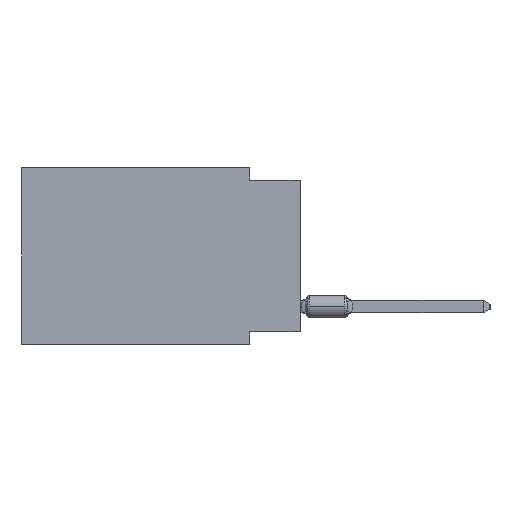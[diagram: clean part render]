
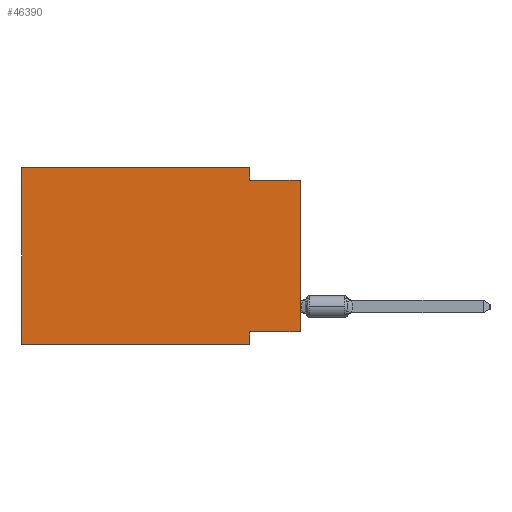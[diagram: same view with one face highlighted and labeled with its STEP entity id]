
A CAD part, left-side view. The second image highlights one B-rep face of the part: STEP entity #46390.
In plain terms, the highlighted planar face has unit normal (-1, 0, 0).
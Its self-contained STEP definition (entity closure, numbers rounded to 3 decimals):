
#1285 = ORIENTED_EDGE ( 'NONE', *, *, #21559, .F. ) ;
#1866 = CARTESIAN_POINT ( 'NONE',  ( 0., 13.97, 0. ) ) ;
#2796 = DIRECTION ( 'NONE',  ( 1., 0., 0. ) ) ;
#3191 = CARTESIAN_POINT ( 'NONE',  ( 0., 13.97, 0. ) ) ;
#3382 = VECTOR ( 'NONE', #56518, 1000. ) ;
#4972 = VERTEX_POINT ( 'NONE', #54089 ) ;
#5212 = CARTESIAN_POINT ( 'NONE',  ( 0., 13.97, 0. ) ) ;
#5746 = CARTESIAN_POINT ( 'NONE',  ( 0., 13.97, -8.89 ) ) ;
#6292 = DIRECTION ( 'NONE',  ( 0., 0., -1. ) ) ;
#7501 = LINE ( 'NONE', #25394, #29553 ) ;
#7578 = ORIENTED_EDGE ( 'NONE', *, *, #23347, .F. ) ;
#9755 = EDGE_CURVE ( 'NONE', #69402, #50857, #21054, .T. ) ;
#10428 = ORIENTED_EDGE ( 'NONE', *, *, #63864, .T. ) ;
#11294 = VECTOR ( 'NONE', #72469, 1000. ) ;
#12137 = LINE ( 'NONE', #35364, #74818 ) ;
#12735 = EDGE_CURVE ( 'NONE', #69402, #32771, #7501, .T. ) ;
#14768 = CARTESIAN_POINT ( 'NONE',  ( 0., 0., -8.255 ) ) ;
#16047 = VERTEX_POINT ( 'NONE', #17788 ) ;
#17788 = CARTESIAN_POINT ( 'NONE',  ( 0., 2.54, 0. ) ) ;
#18854 = ORIENTED_EDGE ( 'NONE', *, *, #62431, .F. ) ;
#19386 = DIRECTION ( 'NONE',  ( 0., 0., 1. ) ) ;
#20128 = LINE ( 'NONE', #1866, #51856 ) ;
#21054 = LINE ( 'NONE', #33228, #3382 ) ;
#21559 = EDGE_CURVE ( 'NONE', #50857, #39203, #12137, .T. ) ;
#23347 = EDGE_CURVE ( 'NONE', #39281, #4972, #20128, .T. ) ;
#25394 = CARTESIAN_POINT ( 'NONE',  ( 0., 0., 0. ) ) ;
#28979 = LINE ( 'NONE', #5746, #44718 ) ;
#29528 = CARTESIAN_POINT ( 'NONE',  ( 0., 2.54, 0. ) ) ;
#29553 = VECTOR ( 'NONE', #30721, 1000. ) ;
#30640 = CARTESIAN_POINT ( 'NONE',  ( 0., 2.54, -8.255 ) ) ;
#30721 = DIRECTION ( 'NONE',  ( 0., 0., 1. ) ) ;
#32771 = VERTEX_POINT ( 'NONE', #70978 ) ;
#33161 = VECTOR ( 'NONE', #34162, 1000. ) ;
#33228 = CARTESIAN_POINT ( 'NONE',  ( 0., 0., -8.255 ) ) ;
#33369 = VERTEX_POINT ( 'NONE', #57015 ) ;
#33686 = CARTESIAN_POINT ( 'NONE',  ( 0., 2.54, -8.89 ) ) ;
#34162 = DIRECTION ( 'NONE',  ( 0., -1., 0. ) ) ;
#35364 = CARTESIAN_POINT ( 'NONE',  ( 0., 2.54, -8.89 ) ) ;
#35541 = CARTESIAN_POINT ( 'NONE',  ( 0., 13.97, -8.89 ) ) ;
#38961 = FACE_OUTER_BOUND ( 'NONE', #42760, .T. ) ;
#39203 = VERTEX_POINT ( 'NONE', #33686 ) ;
#39281 = VERTEX_POINT ( 'NONE', #35541 ) ;
#39358 = ORIENTED_EDGE ( 'NONE', *, *, #48400, .F. ) ;
#42760 = EDGE_LOOP ( 'NONE', ( #71570, #39358, #18854, #54024, #7578, #10428, #1285, #44124 ) ) ;
#44124 = ORIENTED_EDGE ( 'NONE', *, *, #9755, .F. ) ;
#44718 = VECTOR ( 'NONE', #58689, 1000. ) ;
#46390 = ADVANCED_FACE ( 'NONE', ( #38961 ), #73677, .F. ) ;
#48400 = EDGE_CURVE ( 'NONE', #33369, #32771, #55690, .T. ) ;
#48930 = EDGE_CURVE ( 'NONE', #4972, #16047, #62403, .T. ) ;
#49200 = CARTESIAN_POINT ( 'NONE',  ( 0., 0., -0.635 ) ) ;
#50793 = DIRECTION ( 'NONE',  ( 0., 0., -1. ) ) ;
#50857 = VERTEX_POINT ( 'NONE', #30640 ) ;
#51856 = VECTOR ( 'NONE', #19386, 1000. ) ;
#54024 = ORIENTED_EDGE ( 'NONE', *, *, #48930, .F. ) ;
#54089 = CARTESIAN_POINT ( 'NONE',  ( 0., 13.97, 0. ) ) ;
#55690 = LINE ( 'NONE', #49200, #11294 ) ;
#56518 = DIRECTION ( 'NONE',  ( 0., 1., 0. ) ) ;
#56692 = VECTOR ( 'NONE', #6292, 1000. ) ;
#57015 = CARTESIAN_POINT ( 'NONE',  ( 0., 2.54, -0.635 ) ) ;
#58689 = DIRECTION ( 'NONE',  ( 0., -1., 0. ) ) ;
#59018 = DIRECTION ( 'NONE',  ( 0., 0., -1. ) ) ;
#62403 = LINE ( 'NONE', #5212, #33161 ) ;
#62431 = EDGE_CURVE ( 'NONE', #16047, #33369, #74527, .T. ) ;
#63864 = EDGE_CURVE ( 'NONE', #39281, #39203, #28979, .T. ) ;
#66657 = AXIS2_PLACEMENT_3D ( 'NONE', #3191, #2796, #50793 ) ;
#69402 = VERTEX_POINT ( 'NONE', #14768 ) ;
#70978 = CARTESIAN_POINT ( 'NONE',  ( 0., 0., -0.635 ) ) ;
#71570 = ORIENTED_EDGE ( 'NONE', *, *, #12735, .T. ) ;
#72469 = DIRECTION ( 'NONE',  ( 0., -1., 0. ) ) ;
#73677 = PLANE ( 'NONE',  #66657 ) ;
#74527 = LINE ( 'NONE', #29528, #56692 ) ;
#74818 = VECTOR ( 'NONE', #59018, 1000. ) ;
